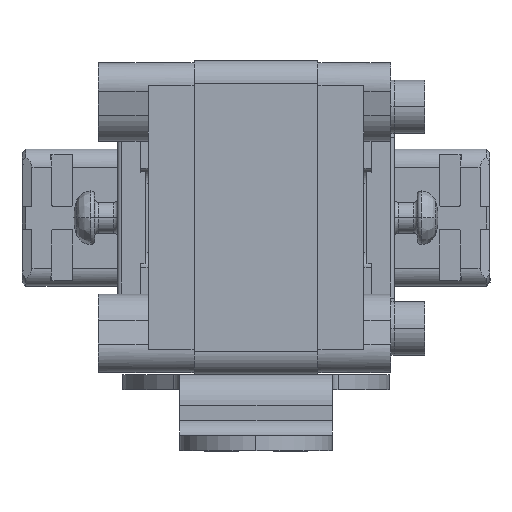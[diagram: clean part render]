
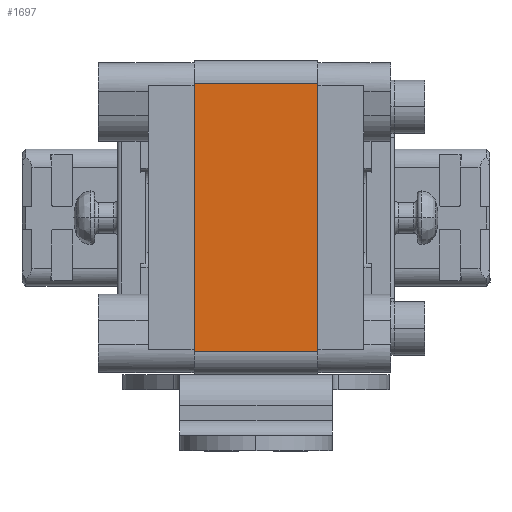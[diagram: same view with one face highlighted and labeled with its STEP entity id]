
A CAD part, left-side view. The second image highlights one B-rep face of the part: STEP entity #1697.
In plain terms, the highlighted planar face has unit normal (-1, 0, 0).
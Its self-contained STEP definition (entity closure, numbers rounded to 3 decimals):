
#1684=AXIS2_PLACEMENT_3D('Plane Axis2P3D',#1681,#1682,#1683) ;
#313=CARTESIAN_POINT('Vertex',(30.,38.7,48.)) ;
#316=CARTESIAN_POINT('Line Origine',(30.,30.6,48.)) ;
#320=CARTESIAN_POINT('Vertex',(30.,22.5,48.)) ;
#340=CARTESIAN_POINT('Line Origine',(30.,38.7,30.5)) ;
#344=CARTESIAN_POINT('Vertex',(30.,38.7,13.)) ;
#1357=CARTESIAN_POINT('Vertex',(30.,22.5,13.)) ;
#1360=CARTESIAN_POINT('Line Origine',(30.,22.5,30.5)) ;
#1681=CARTESIAN_POINT('Axis2P3D Location',(30.,30.6,13.)) ;
#1686=CARTESIAN_POINT('Line Origine',(30.,30.6,13.)) ;
#317=DIRECTION('Vector Direction',(0.,1.,0.)) ;
#341=DIRECTION('Vector Direction',(0.,0.,-1.)) ;
#1361=DIRECTION('Vector Direction',(0.,0.,-1.)) ;
#1682=DIRECTION('Axis2P3D Direction',(-1.,0.,0.)) ;
#1683=DIRECTION('Axis2P3D XDirection',(0.,0.,1.)) ;
#1687=DIRECTION('Vector Direction',(0.,1.,0.)) ;
#318=VECTOR('Line Direction',#317,1.) ;
#342=VECTOR('Line Direction',#341,1.) ;
#1362=VECTOR('Line Direction',#1361,1.) ;
#1688=VECTOR('Line Direction',#1687,1.) ;
#1692=ORIENTED_EDGE('',*,*,#322,.T.) ;
#1693=ORIENTED_EDGE('',*,*,#346,.F.) ;
#1694=ORIENTED_EDGE('',*,*,#1690,.F.) ;
#1695=ORIENTED_EDGE('',*,*,#1364,.T.) ;
#1697=ADVANCED_FACE('Hauptk\X2\00F6\X0\rper',(#1696),#1685,.T.) ;
#322=EDGE_CURVE('',#321,#314,#319,.T.) ;
#346=EDGE_CURVE('',#345,#314,#343,.F.) ;
#1364=EDGE_CURVE('',#1358,#321,#1363,.F.) ;
#1690=EDGE_CURVE('',#1358,#345,#1689,.T.) ;
#1691=EDGE_LOOP('',(#1692,#1693,#1694,#1695)) ;
#1696=FACE_OUTER_BOUND('',#1691,.T.) ;
#319=LINE('Line',#316,#318) ;
#343=LINE('Line',#340,#342) ;
#1363=LINE('Line',#1360,#1362) ;
#1689=LINE('Line',#1686,#1688) ;
#1685=PLANE('',#1684) ;
#314=VERTEX_POINT('',#313) ;
#321=VERTEX_POINT('',#320) ;
#345=VERTEX_POINT('',#344) ;
#1358=VERTEX_POINT('',#1357) ;
